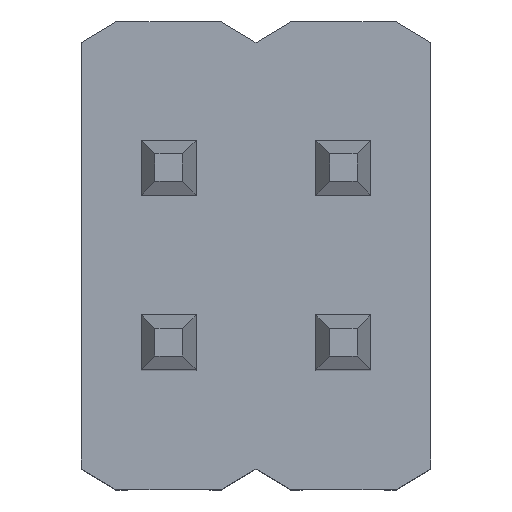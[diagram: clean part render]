
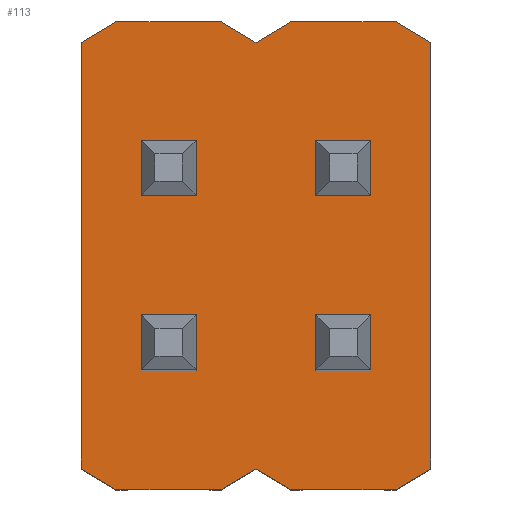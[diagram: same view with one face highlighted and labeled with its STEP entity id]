
A CAD part, top view. The second image highlights one B-rep face of the part: STEP entity #113.
In plain terms, the highlighted planar face has unit normal (0, 0, 1).
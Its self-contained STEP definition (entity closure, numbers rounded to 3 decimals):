
#68=FACE_BOUND('',#314,.T.);
#69=FACE_BOUND('',#315,.T.);
#70=FACE_BOUND('',#316,.T.);
#71=FACE_BOUND('',#317,.T.);
#113=ADVANCED_FACE('',(#213,#68,#69,#70,#71),#1533,.T.);
#213=FACE_OUTER_BOUND('',#313,.T.);
#313=EDGE_LOOP('',(#598,#599,#600,#601,#602,#603,#604,#605,#606,#607,#608,
#609,#610,#611));
#314=EDGE_LOOP('',(#612,#613,#614,#615));
#315=EDGE_LOOP('',(#616,#617,#618,#619));
#316=EDGE_LOOP('',(#620,#621,#622,#623));
#317=EDGE_LOOP('',(#624,#625,#626,#627));
#598=ORIENTED_EDGE('',*,*,#989,.T.);
#599=ORIENTED_EDGE('',*,*,#948,.T.);
#600=ORIENTED_EDGE('',*,*,#894,.T.);
#601=ORIENTED_EDGE('',*,*,#954,.T.);
#602=ORIENTED_EDGE('',*,*,#951,.T.);
#603=ORIENTED_EDGE('',*,*,#880,.T.);
#604=ORIENTED_EDGE('',*,*,#957,.T.);
#605=ORIENTED_EDGE('',*,*,#987,.T.);
#606=ORIENTED_EDGE('',*,*,#946,.T.);
#607=ORIENTED_EDGE('',*,*,#908,.T.);
#608=ORIENTED_EDGE('',*,*,#941,.T.);
#609=ORIENTED_EDGE('',*,*,#943,.T.);
#610=ORIENTED_EDGE('',*,*,#922,.T.);
#611=ORIENTED_EDGE('',*,*,#938,.T.);
#612=ORIENTED_EDGE('',*,*,#891,.T.);
#613=ORIENTED_EDGE('',*,*,#884,.T.);
#614=ORIENTED_EDGE('',*,*,#888,.T.);
#615=ORIENTED_EDGE('',*,*,#979,.T.);
#616=ORIENTED_EDGE('',*,*,#905,.T.);
#617=ORIENTED_EDGE('',*,*,#898,.T.);
#618=ORIENTED_EDGE('',*,*,#902,.T.);
#619=ORIENTED_EDGE('',*,*,#972,.T.);
#620=ORIENTED_EDGE('',*,*,#965,.T.);
#621=ORIENTED_EDGE('',*,*,#912,.T.);
#622=ORIENTED_EDGE('',*,*,#916,.T.);
#623=ORIENTED_EDGE('',*,*,#919,.T.);
#624=ORIENTED_EDGE('',*,*,#958,.T.);
#625=ORIENTED_EDGE('',*,*,#926,.T.);
#626=ORIENTED_EDGE('',*,*,#930,.T.);
#627=ORIENTED_EDGE('',*,*,#933,.T.);
#880=EDGE_CURVE('',#1375,#1374,#1122,.T.);
#884=EDGE_CURVE('',#1379,#1378,#1126,.T.);
#888=EDGE_CURVE('',#1378,#1382,#1130,.T.);
#891=EDGE_CURVE('',#1384,#1379,#1133,.T.);
#894=EDGE_CURVE('',#1387,#1386,#1136,.T.);
#898=EDGE_CURVE('',#1391,#1390,#1140,.T.);
#902=EDGE_CURVE('',#1390,#1394,#1144,.T.);
#905=EDGE_CURVE('',#1396,#1391,#1147,.T.);
#908=EDGE_CURVE('',#1399,#1398,#1150,.T.);
#912=EDGE_CURVE('',#1403,#1402,#1154,.T.);
#916=EDGE_CURVE('',#1402,#1406,#1158,.T.);
#919=EDGE_CURVE('',#1406,#1408,#1161,.T.);
#922=EDGE_CURVE('',#1411,#1410,#1164,.T.);
#926=EDGE_CURVE('',#1415,#1414,#1168,.T.);
#930=EDGE_CURVE('',#1414,#1418,#1172,.T.);
#933=EDGE_CURVE('',#1418,#1420,#1175,.T.);
#938=EDGE_CURVE('',#1410,#1422,#1180,.T.);
#941=EDGE_CURVE('',#1398,#1423,#1183,.T.);
#943=EDGE_CURVE('',#1423,#1411,#1185,.T.);
#946=EDGE_CURVE('',#1424,#1399,#1188,.T.);
#948=EDGE_CURVE('',#1425,#1387,#1190,.T.);
#951=EDGE_CURVE('',#1426,#1375,#1193,.T.);
#954=EDGE_CURVE('',#1386,#1426,#1196,.T.);
#957=EDGE_CURVE('',#1374,#1427,#1199,.T.);
#958=EDGE_CURVE('',#1420,#1415,#1200,.T.);
#965=EDGE_CURVE('',#1408,#1403,#1207,.T.);
#972=EDGE_CURVE('',#1394,#1396,#1214,.T.);
#979=EDGE_CURVE('',#1382,#1384,#1221,.T.);
#987=EDGE_CURVE('',#1427,#1424,#1229,.T.);
#989=EDGE_CURVE('',#1422,#1425,#1231,.T.);
#1122=B_SPLINE_CURVE_WITH_KNOTS('',1,(#1986,#1987),.UNSPECIFIED.,.F.,.F.,
(2,2),(0.034,0.035),.UNSPECIFIED.);
#1126=B_SPLINE_CURVE_WITH_KNOTS('',1,(#1994,#1995),.UNSPECIFIED.,.F.,.F.,
(2,2),(0.,0.001),.UNSPECIFIED.);
#1130=B_SPLINE_CURVE_WITH_KNOTS('',1,(#2002,#2003),.UNSPECIFIED.,.F.,.F.,
(2,2),(0.001,0.001),.UNSPECIFIED.);
#1133=B_SPLINE_CURVE_WITH_KNOTS('',1,(#2008,#2009),.UNSPECIFIED.,.F.,.F.,
(2,2),(0.,0.),.UNSPECIFIED.);
#1136=B_SPLINE_CURVE_WITH_KNOTS('',1,(#2014,#2015),.UNSPECIFIED.,.F.,.F.,
(2,2),(0.033,0.034),.UNSPECIFIED.);
#1140=B_SPLINE_CURVE_WITH_KNOTS('',1,(#2022,#2023),.UNSPECIFIED.,.F.,.F.,
(2,2),(0.,0.001),.UNSPECIFIED.);
#1144=B_SPLINE_CURVE_WITH_KNOTS('',1,(#2030,#2031),.UNSPECIFIED.,.F.,.F.,
(2,2),(0.001,0.001),.UNSPECIFIED.);
#1147=B_SPLINE_CURVE_WITH_KNOTS('',1,(#2036,#2037),.UNSPECIFIED.,.F.,.F.,
(2,2),(0.,0.),.UNSPECIFIED.);
#1150=B_SPLINE_CURVE_WITH_KNOTS('',1,(#2042,#2043),.UNSPECIFIED.,.F.,.F.,
(2,2),(0.011,0.012),.UNSPECIFIED.);
#1154=B_SPLINE_CURVE_WITH_KNOTS('',1,(#2050,#2051),.UNSPECIFIED.,.F.,.F.,
(2,2),(0.,0.001),.UNSPECIFIED.);
#1158=B_SPLINE_CURVE_WITH_KNOTS('',1,(#2058,#2059),.UNSPECIFIED.,.F.,.F.,
(2,2),(0.001,0.001),.UNSPECIFIED.);
#1161=B_SPLINE_CURVE_WITH_KNOTS('',1,(#2064,#2065),.UNSPECIFIED.,.F.,.F.,
(2,2),(0.001,0.002),.UNSPECIFIED.);
#1164=B_SPLINE_CURVE_WITH_KNOTS('',1,(#2070,#2071),.UNSPECIFIED.,.F.,.F.,
(2,2),(0.012,0.013),.UNSPECIFIED.);
#1168=B_SPLINE_CURVE_WITH_KNOTS('',1,(#2078,#2079),.UNSPECIFIED.,.F.,.F.,
(2,2),(0.,0.001),.UNSPECIFIED.);
#1172=B_SPLINE_CURVE_WITH_KNOTS('',1,(#2086,#2087),.UNSPECIFIED.,.F.,.F.,
(2,2),(0.001,0.001),.UNSPECIFIED.);
#1175=B_SPLINE_CURVE_WITH_KNOTS('',1,(#2092,#2093),.UNSPECIFIED.,.F.,.F.,
(2,2),(0.001,0.002),.UNSPECIFIED.);
#1180=B_SPLINE_CURVE_WITH_KNOTS('',1,(#2102,#2103),.UNSPECIFIED.,.F.,.F.,
(2,2),(0.,1.),.UNSPECIFIED.);
#1183=B_SPLINE_CURVE_WITH_KNOTS('',1,(#2108,#2109),.UNSPECIFIED.,.F.,.F.,
(2,2),(0.,1.),.UNSPECIFIED.);
#1185=B_SPLINE_CURVE_WITH_KNOTS('',1,(#2112,#2113),.UNSPECIFIED.,.F.,.F.,
(2,2),(0.,1.),.UNSPECIFIED.);
#1188=B_SPLINE_CURVE_WITH_KNOTS('',1,(#2118,#2119),.UNSPECIFIED.,.F.,.F.,
(2,2),(0.,1.),.UNSPECIFIED.);
#1190=B_SPLINE_CURVE_WITH_KNOTS('',1,(#2122,#2123),.UNSPECIFIED.,.F.,.F.,
(2,2),(0.,1.),.UNSPECIFIED.);
#1193=B_SPLINE_CURVE_WITH_KNOTS('',1,(#2128,#2129),.UNSPECIFIED.,.F.,.F.,
(2,2),(0.,1.),.UNSPECIFIED.);
#1196=B_SPLINE_CURVE_WITH_KNOTS('',1,(#2134,#2135),.UNSPECIFIED.,.F.,.F.,
(2,2),(0.,1.),.UNSPECIFIED.);
#1199=B_SPLINE_CURVE_WITH_KNOTS('',1,(#2140,#2141),.UNSPECIFIED.,.F.,.F.,
(2,2),(0.,1.),.UNSPECIFIED.);
#1200=B_SPLINE_CURVE_WITH_KNOTS('',1,(#2142,#2143),.UNSPECIFIED.,.F.,.F.,
(2,2),(0.,0.),.UNSPECIFIED.);
#1207=B_SPLINE_CURVE_WITH_KNOTS('',1,(#2156,#2157),.UNSPECIFIED.,.F.,.F.,
(2,2),(0.,0.),.UNSPECIFIED.);
#1214=B_SPLINE_CURVE_WITH_KNOTS('',1,(#2170,#2171),.UNSPECIFIED.,.F.,.F.,
(2,2),(0.001,0.002),.UNSPECIFIED.);
#1221=B_SPLINE_CURVE_WITH_KNOTS('',1,(#2184,#2185),.UNSPECIFIED.,.F.,.F.,
(2,2),(0.001,0.002),.UNSPECIFIED.);
#1229=B_SPLINE_CURVE_WITH_KNOTS('',1,(#2200,#2201),.UNSPECIFIED.,.F.,.F.,
(2,2),(-23.065,-19.965),.UNSPECIFIED.);
#1231=B_SPLINE_CURVE_WITH_KNOTS('',1,(#2204,#2205),.UNSPECIFIED.,.F.,.F.,
(2,2),(-14.25,-11.15),.UNSPECIFIED.);
#1374=VERTEX_POINT('',#1892);
#1375=VERTEX_POINT('',#1893);
#1378=VERTEX_POINT('',#1896);
#1379=VERTEX_POINT('',#1897);
#1382=VERTEX_POINT('',#1900);
#1384=VERTEX_POINT('',#1902);
#1386=VERTEX_POINT('',#1904);
#1387=VERTEX_POINT('',#1905);
#1390=VERTEX_POINT('',#1908);
#1391=VERTEX_POINT('',#1909);
#1394=VERTEX_POINT('',#1912);
#1396=VERTEX_POINT('',#1914);
#1398=VERTEX_POINT('',#1916);
#1399=VERTEX_POINT('',#1917);
#1402=VERTEX_POINT('',#1920);
#1403=VERTEX_POINT('',#1921);
#1406=VERTEX_POINT('',#1924);
#1408=VERTEX_POINT('',#1926);
#1410=VERTEX_POINT('',#1928);
#1411=VERTEX_POINT('',#1929);
#1414=VERTEX_POINT('',#1932);
#1415=VERTEX_POINT('',#1933);
#1418=VERTEX_POINT('',#1936);
#1420=VERTEX_POINT('',#1938);
#1422=VERTEX_POINT('',#1940);
#1423=VERTEX_POINT('',#1941);
#1424=VERTEX_POINT('',#1942);
#1425=VERTEX_POINT('',#1943);
#1426=VERTEX_POINT('',#1944);
#1427=VERTEX_POINT('',#1945);
#1533=PLANE('',#1653);
#1653=AXIS2_PLACEMENT_3D('',#1859,#1756,$);
#1756=DIRECTION('',(0.,0.,1.));
#1859=CARTESIAN_POINT('',(-9.068,-1.734,1.51));
#1892=CARTESIAN_POINT('',(1.02,-1.7,1.51));
#1893=CARTESIAN_POINT('',(0.25,-1.7,1.51));
#1896=CARTESIAN_POINT('',(0.435,-0.835,1.51));
#1897=CARTESIAN_POINT('',(0.835,-0.835,1.51));
#1900=CARTESIAN_POINT('',(0.435,-0.435,1.51));
#1902=CARTESIAN_POINT('',(0.835,-0.435,1.51));
#1904=CARTESIAN_POINT('',(-0.25,-1.7,1.51));
#1905=CARTESIAN_POINT('',(-1.02,-1.7,1.51));
#1908=CARTESIAN_POINT('',(-0.835,-0.835,1.51));
#1909=CARTESIAN_POINT('',(-0.435,-0.835,1.51));
#1912=CARTESIAN_POINT('',(-0.835,-0.435,1.51));
#1914=CARTESIAN_POINT('',(-0.435,-0.435,1.51));
#1916=CARTESIAN_POINT('',(0.25,1.7,1.51));
#1917=CARTESIAN_POINT('',(1.02,1.7,1.51));
#1920=CARTESIAN_POINT('',(0.435,0.835,1.51));
#1921=CARTESIAN_POINT('',(0.435,0.435,1.51));
#1924=CARTESIAN_POINT('',(0.835,0.835,1.51));
#1926=CARTESIAN_POINT('',(0.835,0.435,1.51));
#1928=CARTESIAN_POINT('',(-1.02,1.7,1.51));
#1929=CARTESIAN_POINT('',(-0.25,1.7,1.51));
#1932=CARTESIAN_POINT('',(-0.835,0.835,1.51));
#1933=CARTESIAN_POINT('',(-0.835,0.435,1.51));
#1936=CARTESIAN_POINT('',(-0.435,0.835,1.51));
#1938=CARTESIAN_POINT('',(-0.435,0.435,1.51));
#1940=CARTESIAN_POINT('',(-1.27,1.55,1.51));
#1941=CARTESIAN_POINT('',(0.,1.55,1.51));
#1942=CARTESIAN_POINT('',(1.27,1.55,1.51));
#1943=CARTESIAN_POINT('',(-1.27,-1.55,1.51));
#1944=CARTESIAN_POINT('',(0.,-1.55,1.51));
#1945=CARTESIAN_POINT('',(1.27,-1.55,1.51));
#1986=CARTESIAN_POINT('',(0.25,-1.7,1.51));
#1987=CARTESIAN_POINT('',(1.02,-1.7,1.51));
#1994=CARTESIAN_POINT('',(0.835,-0.835,1.51));
#1995=CARTESIAN_POINT('',(0.435,-0.835,1.51));
#2002=CARTESIAN_POINT('',(0.435,-0.835,1.51));
#2003=CARTESIAN_POINT('',(0.435,-0.435,1.51));
#2008=CARTESIAN_POINT('',(0.835,-0.435,1.51));
#2009=CARTESIAN_POINT('',(0.835,-0.835,1.51));
#2014=CARTESIAN_POINT('',(-1.02,-1.7,1.51));
#2015=CARTESIAN_POINT('',(-0.25,-1.7,1.51));
#2022=CARTESIAN_POINT('',(-0.435,-0.835,1.51));
#2023=CARTESIAN_POINT('',(-0.835,-0.835,1.51));
#2030=CARTESIAN_POINT('',(-0.835,-0.835,1.51));
#2031=CARTESIAN_POINT('',(-0.835,-0.435,1.51));
#2036=CARTESIAN_POINT('',(-0.435,-0.435,1.51));
#2037=CARTESIAN_POINT('',(-0.435,-0.835,1.51));
#2042=CARTESIAN_POINT('',(1.02,1.7,1.51));
#2043=CARTESIAN_POINT('',(0.25,1.7,1.51));
#2050=CARTESIAN_POINT('',(0.435,0.435,1.51));
#2051=CARTESIAN_POINT('',(0.435,0.835,1.51));
#2058=CARTESIAN_POINT('',(0.435,0.835,1.51));
#2059=CARTESIAN_POINT('',(0.835,0.835,1.51));
#2064=CARTESIAN_POINT('',(0.835,0.835,1.51));
#2065=CARTESIAN_POINT('',(0.835,0.435,1.51));
#2070=CARTESIAN_POINT('',(-0.25,1.7,1.51));
#2071=CARTESIAN_POINT('',(-1.02,1.7,1.51));
#2078=CARTESIAN_POINT('',(-0.835,0.435,1.51));
#2079=CARTESIAN_POINT('',(-0.835,0.835,1.51));
#2086=CARTESIAN_POINT('',(-0.835,0.835,1.51));
#2087=CARTESIAN_POINT('',(-0.435,0.835,1.51));
#2092=CARTESIAN_POINT('',(-0.435,0.835,1.51));
#2093=CARTESIAN_POINT('',(-0.435,0.435,1.51));
#2102=CARTESIAN_POINT('',(-1.02,1.7,1.51));
#2103=CARTESIAN_POINT('',(-1.27,1.55,1.51));
#2108=CARTESIAN_POINT('',(0.25,1.7,1.51));
#2109=CARTESIAN_POINT('',(0.,1.55,1.51));
#2112=CARTESIAN_POINT('',(0.,1.55,1.51));
#2113=CARTESIAN_POINT('',(-0.25,1.7,1.51));
#2118=CARTESIAN_POINT('',(1.27,1.55,1.51));
#2119=CARTESIAN_POINT('',(1.02,1.7,1.51));
#2122=CARTESIAN_POINT('',(-1.27,-1.55,1.51));
#2123=CARTESIAN_POINT('',(-1.02,-1.7,1.51));
#2128=CARTESIAN_POINT('',(0.,-1.55,1.51));
#2129=CARTESIAN_POINT('',(0.25,-1.7,1.51));
#2134=CARTESIAN_POINT('',(-0.25,-1.7,1.51));
#2135=CARTESIAN_POINT('',(0.,-1.55,1.51));
#2140=CARTESIAN_POINT('',(1.02,-1.7,1.51));
#2141=CARTESIAN_POINT('',(1.27,-1.55,1.51));
#2142=CARTESIAN_POINT('',(-0.435,0.435,1.51));
#2143=CARTESIAN_POINT('',(-0.835,0.435,1.51));
#2156=CARTESIAN_POINT('',(0.835,0.435,1.51));
#2157=CARTESIAN_POINT('',(0.435,0.435,1.51));
#2170=CARTESIAN_POINT('',(-0.835,-0.435,1.51));
#2171=CARTESIAN_POINT('',(-0.435,-0.435,1.51));
#2184=CARTESIAN_POINT('',(0.435,-0.435,1.51));
#2185=CARTESIAN_POINT('',(0.835,-0.435,1.51));
#2200=CARTESIAN_POINT('',(1.27,-1.55,1.51));
#2201=CARTESIAN_POINT('',(1.27,1.55,1.51));
#2204=CARTESIAN_POINT('',(-1.27,1.55,1.51));
#2205=CARTESIAN_POINT('',(-1.27,-1.55,1.51));
